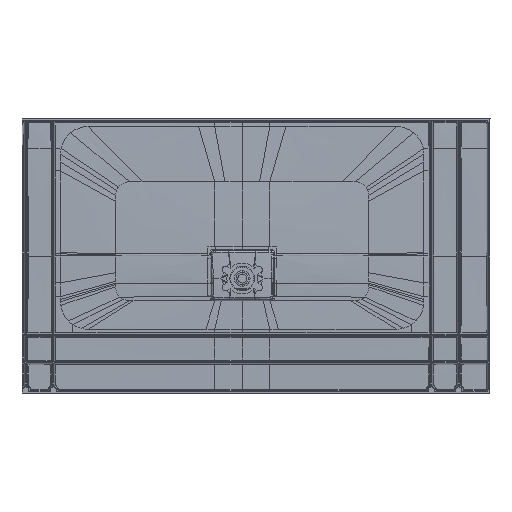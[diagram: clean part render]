
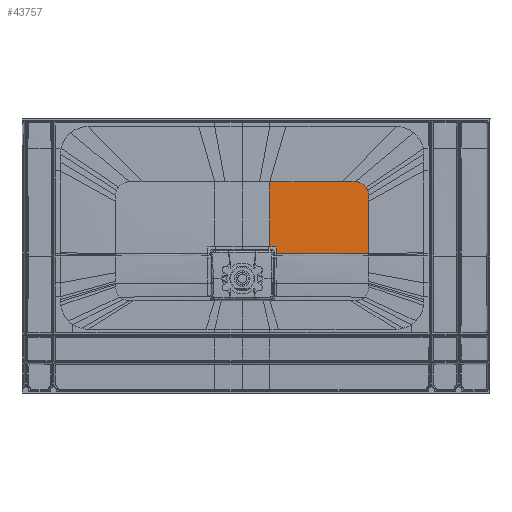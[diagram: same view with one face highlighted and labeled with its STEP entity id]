
A CAD part, front view. The second image highlights one B-rep face of the part: STEP entity #43757.
In plain terms, the highlighted free-form (B-spline) face has degree [3, 3] with [4, 4] control points.
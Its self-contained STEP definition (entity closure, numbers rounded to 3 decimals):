
#11225=CARTESIAN_POINT('',(459.999,-23.737,
145.169));
#11226=CARTESIAN_POINT('',(348.39,-26.357,
145.181));
#11227=CARTESIAN_POINT('',(236.752,-27.777,
145.154));
#11228=CARTESIAN_POINT('',(125.111,-27.962,
145.151));
#11230=CARTESIAN_POINT('',(97.993,7199.92,112.111));
#11231=DIRECTION('',(-1.,0.,0.));
#11232=DIRECTION('',(0.,-1.,0.008));
#11233=AXIS2_PLACEMENT_3D('',#11230,#11231,#11232);
#11235=CARTESIAN_POINT('',(100.081,-22.02,
407.5));
#11236=CARTESIAN_POINT('',(185.468,-22.02,
407.5));
#11237=CARTESIAN_POINT('',(273.811,-21.587,
407.5));
#11238=CARTESIAN_POINT('',(364.083,-20.81,
407.5));
#11240=CARTESIAN_POINT('',(364.083,-20.81,
407.5));
#11241=CARTESIAN_POINT('',(369.232,-20.766,
407.497));
#11242=CARTESIAN_POINT('',(379.498,-20.675,
407.493));
#11243=CARTESIAN_POINT('',(394.803,-20.534,
407.508));
#11244=CARTESIAN_POINT('',(404.945,-20.437,
407.504));
#11245=CARTESIAN_POINT('',(410.,-20.388,
407.499));
#11247=CARTESIAN_POINT('',(410.,-20.388,
407.499));
#11248=CARTESIAN_POINT('',(410.961,-20.379,
407.499));
#11249=CARTESIAN_POINT('',(412.879,-20.361,
407.441));
#11250=CARTESIAN_POINT('',(415.749,-20.34,
407.194));
#11251=CARTESIAN_POINT('',(418.599,-20.323,
406.781));
#11252=CARTESIAN_POINT('',(421.42,-20.31,
406.205));
#11253=CARTESIAN_POINT('',(424.202,-20.301,
405.468));
#11254=CARTESIAN_POINT('',(426.937,-20.296,
404.572));
#11255=CARTESIAN_POINT('',(429.615,-20.295,
403.521));
#11256=CARTESIAN_POINT('',(432.228,-20.298,
402.318));
#11257=CARTESIAN_POINT('',(434.767,-20.305,
400.966));
#11258=CARTESIAN_POINT('',(437.224,-20.316,
399.471));
#11259=CARTESIAN_POINT('',(439.592,-20.33,
397.838));
#11260=CARTESIAN_POINT('',(441.862,-20.347,
396.07));
#11261=CARTESIAN_POINT('',(444.023,-20.368,
394.178));
#11262=CARTESIAN_POINT('',(446.074,-20.392,
392.163));
#11263=CARTESIAN_POINT('',(448.007,-20.419,
390.034));
#11264=CARTESIAN_POINT('',(449.209,-20.438,
388.541));
#11265=CARTESIAN_POINT('',(449.79,-20.449,
387.777));
#11267=CARTESIAN_POINT('',(449.79,-20.449,
387.777));
#11268=CARTESIAN_POINT('',(450.334,-20.459,
387.061));
#11269=CARTESIAN_POINT('',(451.382,-20.479,
385.604));
#11270=CARTESIAN_POINT('',(452.836,-20.512,
383.334));
#11271=CARTESIAN_POINT('',(454.165,-20.547,
380.99));
#11272=CARTESIAN_POINT('',(455.366,-20.585,
378.577));
#11273=CARTESIAN_POINT('',(456.079,-20.611,
376.929));
#11274=CARTESIAN_POINT('',(456.413,-20.625,
376.094));
#11276=CARTESIAN_POINT('',(456.413,-20.625,
376.094));
#11277=CARTESIAN_POINT('',(456.75,-20.639,
375.251));
#11278=CARTESIAN_POINT('',(457.378,-20.667,
373.55));
#11279=CARTESIAN_POINT('',(458.18,-20.711,
370.949));
#11280=CARTESIAN_POINT('',(458.84,-20.758,
368.308));
#11281=CARTESIAN_POINT('',(459.356,-20.806,
365.634));
#11282=CARTESIAN_POINT('',(459.726,-20.857,
362.937));
#11283=CARTESIAN_POINT('',(459.949,-20.909,
360.222));
#11284=CARTESIAN_POINT('',(459.999,-20.944,
358.408));
#11285=CARTESIAN_POINT('',(460.,-20.963,
357.5));
#11287=DIRECTION('',(0.,-0.019,-1.));
#11288=VECTOR('',#11287,21.445);
#11289=CARTESIAN_POINT('',(460.,-20.963,
357.5));
#11290=LINE('',#11289,#11288);
#11291=CARTESIAN_POINT('',(460.,-21.38,
336.059));
#11292=CARTESIAN_POINT('',(460.,-22.582,
271.933));
#11293=CARTESIAN_POINT('',(459.992,-23.362,
208.247));
#11294=CARTESIAN_POINT('',(459.999,-23.737,
145.169));
#11752=CARTESIAN_POINT('',(100.067,-27.825,
170.2));
#11753=CARTESIAN_POINT('',(108.415,-27.825,
170.2));
#11754=CARTESIAN_POINT('',(116.762,-27.817,
170.198));
#11755=CARTESIAN_POINT('',(125.11,-27.803,
170.198));
#11757=CARTESIAN_POINT('',(125.11,-27.803,
170.198));
#11758=CARTESIAN_POINT('',(125.11,-27.871,
161.849));
#11759=CARTESIAN_POINT('',(125.111,-27.923,
153.5));
#11760=CARTESIAN_POINT('',(125.111,-27.962,
145.151));
#11762=CARTESIAN_POINT('',(125.111,-27.962,
145.151));
#21880=CARTESIAN_POINT('',(100.081,-22.02,
407.5));
#21881=VERTEX_POINT('',#21880);
#21883=CARTESIAN_POINT('',(100.067,-27.825,
170.2));
#21885=VERTEX_POINT('',#21883);
#21889=CARTESIAN_POINT('',(364.083,-20.81,
407.5));
#21890=VERTEX_POINT('',#21889);
#21892=CARTESIAN_POINT('',(410.,-20.388,
407.499));
#21893=VERTEX_POINT('',#21892);
#21895=CARTESIAN_POINT('',(449.79,-20.449,
387.777));
#21896=VERTEX_POINT('',#21895);
#21898=CARTESIAN_POINT('',(456.413,-20.625,
376.094));
#21899=VERTEX_POINT('',#21898);
#22038=VERTEX_POINT('',#11762);
#22040=CARTESIAN_POINT('',(459.999,-23.737,
145.169));
#22042=VERTEX_POINT('',#22040);
#22043=VERTEX_POINT('',#11757);
#22044=VERTEX_POINT('',#11285);
#22045=CARTESIAN_POINT('',(460.,-21.38,
336.059));
#22046=VERTEX_POINT('',#22045);
#43724=CARTESIAN_POINT('',(463.532,-19.773,
410.052));
#43725=CARTESIAN_POINT('',(463.656,-21.855,
320.905));
#43726=CARTESIAN_POINT('',(463.727,-23.152,
231.725));
#43727=CARTESIAN_POINT('',(463.747,-23.664,
142.543));
#43728=CARTESIAN_POINT('',(341.199,-21.084,
410.219));
#43729=CARTESIAN_POINT('',(341.297,-24.152,
321.033));
#43730=CARTESIAN_POINT('',(341.345,-25.98,
231.796));
#43731=CARTESIAN_POINT('',(341.344,-26.569,
142.555));
#43732=CARTESIAN_POINT('',(218.841,-21.92,
410.329));
#43733=CARTESIAN_POINT('',(218.895,-25.617,
321.107));
#43734=CARTESIAN_POINT('',(218.916,-27.651,
231.816));
#43735=CARTESIAN_POINT('',(218.906,-28.023,
142.522));
#43736=CARTESIAN_POINT('',(96.468,-21.903,
410.327));
#43737=CARTESIAN_POINT('',(96.467,-25.587,
321.106));
#43738=CARTESIAN_POINT('',(96.466,-27.618,
231.817));
#43739=CARTESIAN_POINT('',(96.466,-27.994,
142.522));
#43740=B_SPLINE_SURFACE_WITH_KNOTS('',3,3,((#43724,#43725,#43726,#43727),
(#43728,#43729,#43730,#43731),(#43732,#43733,#43734,#43735),(#43736,#43737,
#43738,#43739)),.UNSPECIFIED.,.F.,.F.,.F.,(4,4),(4,4),(0.384,
1.006),(0.302,0.987),.UNSPECIFIED.);
#43742=ORIENTED_EDGE('',*,*,#43741,.T.);
#43744=ORIENTED_EDGE('',*,*,#43743,.F.);
#43746=ORIENTED_EDGE('',*,*,#43745,.F.);
#43747=ORIENTED_EDGE('',*,*,#43715,.T.);
#43748=ORIENTED_EDGE('',*,*,#43594,.T.);
#43749=ORIENTED_EDGE('',*,*,#43567,.T.);
#43750=ORIENTED_EDGE('',*,*,#43532,.T.);
#43751=ORIENTED_EDGE('',*,*,#43493,.T.);
#43752=ORIENTED_EDGE('',*,*,#43458,.T.);
#43753=ORIENTED_EDGE('',*,*,#43423,.T.);
#43754=ORIENTED_EDGE('',*,*,#43388,.T.);
#43755=EDGE_LOOP('',(#43742,#43744,#43746,#43747,#43748,#43749,#43750,#43751,
#43752,#43753,#43754));
#43756=FACE_OUTER_BOUND('',#43755,.F.);
#43757=ADVANCED_FACE('',(#43756),#43740,.T.);
#11229=B_SPLINE_CURVE_WITH_KNOTS('',3,(#11225,#11226,#11227,#11228),
.UNSPECIFIED.,.F.,.F.,(4,4),(0.,1.),.UNSPECIFIED.);
#11234=CIRCLE('',#11233,7227.978);
#11239=B_SPLINE_CURVE_WITH_KNOTS('',3,(#11235,#11236,#11237,#11238),
.UNSPECIFIED.,.F.,.F.,(4,4),(0.,1.),.UNSPECIFIED.);
#11246=B_SPLINE_CURVE_WITH_KNOTS('',3,(#11240,#11241,#11242,#11243,#11244,
#11245),.UNSPECIFIED.,.F.,.F.,(4,1,1,4),(0.,0.333,
0.667,1.),.UNSPECIFIED.);
#11266=B_SPLINE_CURVE_WITH_KNOTS('',3,(#11247,#11248,#11249,#11250,#11251,
#11252,#11253,#11254,#11255,#11256,#11257,#11258,#11259,#11260,#11261,#11262,
#11263,#11264,#11265),.UNSPECIFIED.,.F.,.F.,(4,1,1,1,1,1,1,1,1,1,1,1,1,1,1,1,4),
(0.,0.063,0.125,0.188,0.25,0.313,0.375,0.438,0.5,0.563,
0.625,0.688,0.75,0.813,0.875,0.938,1.),.UNSPECIFIED.);
#11275=B_SPLINE_CURVE_WITH_KNOTS('',3,(#11267,#11268,#11269,#11270,#11271,
#11272,#11273,#11274),.UNSPECIFIED.,.F.,.F.,(4,1,1,1,1,4),(0.,0.2,0.4,
0.6,0.8,1.),.UNSPECIFIED.);
#11286=B_SPLINE_CURVE_WITH_KNOTS('',3,(#11276,#11277,#11278,#11279,#11280,
#11281,#11282,#11283,#11284,#11285),.UNSPECIFIED.,.F.,.F.,(4,1,1,1,1,1,1,4),(
0.,0.143,0.286,0.429,0.571,
0.714,0.857,1.),.UNSPECIFIED.);
#11295=B_SPLINE_CURVE_WITH_KNOTS('',3,(#11291,#11292,#11293,#11294),
.UNSPECIFIED.,.F.,.F.,(4,4),(0.,1.),.UNSPECIFIED.);
#11756=B_SPLINE_CURVE_WITH_KNOTS('',3,(#11752,#11753,#11754,#11755),
.UNSPECIFIED.,.F.,.F.,(4,4),(0.,1.),.UNSPECIFIED.);
#11761=B_SPLINE_CURVE_WITH_KNOTS('',3,(#11757,#11758,#11759,#11760),
.UNSPECIFIED.,.F.,.F.,(4,4),(0.,1.),.UNSPECIFIED.);
#43388=EDGE_CURVE('',#22046,#22042,#11295,.T.);
#43423=EDGE_CURVE('',#22044,#22046,#11290,.T.);
#43458=EDGE_CURVE('',#21899,#22044,#11286,.T.);
#43493=EDGE_CURVE('',#21896,#21899,#11275,.T.);
#43532=EDGE_CURVE('',#21893,#21896,#11266,.T.);
#43567=EDGE_CURVE('',#21890,#21893,#11246,.T.);
#43594=EDGE_CURVE('',#21881,#21890,#11239,.T.);
#43715=EDGE_CURVE('',#21885,#21881,#11234,.T.);
#43741=EDGE_CURVE('',#22042,#22038,#11229,.T.);
#43743=EDGE_CURVE('',#22043,#22038,#11761,.T.);
#43745=EDGE_CURVE('',#21885,#22043,#11756,.T.);
